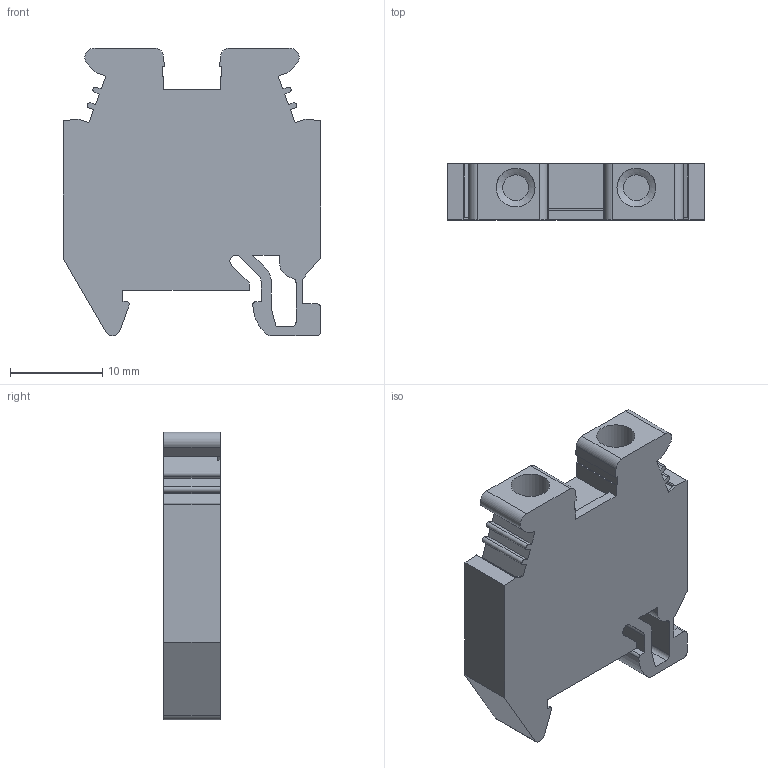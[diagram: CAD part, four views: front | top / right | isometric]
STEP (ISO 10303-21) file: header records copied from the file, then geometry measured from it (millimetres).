
FILE_DESCRIPTION(/* description */ ('Unknown'),/* implementation_level */ '2;1');
FILE_NAME(/* name */ '6MBT4H',/* time_stamp */ '2016-10-12T16:44:06+05:00',/* author */ ('Unknown'),/* organization */ ('Unknown'),/* preprocessor_version */ 'ST-DEVELOPER v16',/* originating_system */ 'DEX',/* authorisation */ $);
FILE_SCHEMA (('AUTOMOTIVE_DESIGN {1 0 10303 214 3 1 1}'));
Length unit declared in the file: millimetre
Products named in the file (1): 6MBT4H_Con01
Bounding box: 28 x 6.1 x 31.25 mm (x, y, z)
Volume: 3704.4 mm3; surface area: 2849 mm2
Topology: 1 solids, 1 shells, 201 faces, 535 edges, 351 vertices
Faces by surface type: plane 150, cylinder 39, torus 8, cone 4
Full cylindrical faces by diameter (mm): 2 x4, 2.8 x2, 4.2 x2
Entity records: 6085 total; most frequent: CARTESIAN_POINT 1060, ORIENTED_EDGE 1024, DIRECTION 1009, EDGE_CURVE 512, LINE 419, VECTOR 419, VERTEX_POINT 346, AXIS2_PLACEMENT_3D 295
